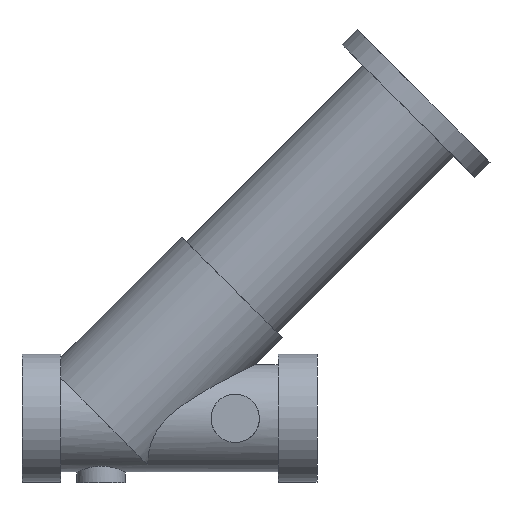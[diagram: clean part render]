
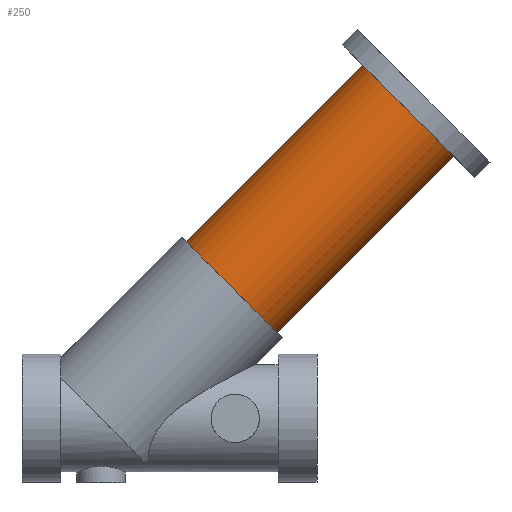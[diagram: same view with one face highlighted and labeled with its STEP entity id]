
A CAD part, front view. The second image highlights one B-rep face of the part: STEP entity #250.
In plain terms, the highlighted cylindrical face has radius 24 mm (diameter 48 mm), a full revolution.
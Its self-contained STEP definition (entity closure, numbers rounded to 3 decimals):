
#48=CIRCLE('',#296,24.);
#49=CIRCLE('',#298,24.);
#89=ORIENTED_EDGE('',*,*,#124,.F.);
#90=ORIENTED_EDGE('',*,*,#123,.T.);
#123=EDGE_CURVE('',#145,#145,#48,.T.);
#124=EDGE_CURVE('',#146,#146,#49,.T.);
#145=VERTEX_POINT('',#535);
#146=VERTEX_POINT('',#538);
#177=EDGE_LOOP('',(#89));
#178=EDGE_LOOP('',(#90));
#214=FACE_BOUND('',#177,.T.);
#215=FACE_BOUND('',#178,.T.);
#234=CYLINDRICAL_SURFACE('',#297,24.);
#250=ADVANCED_FACE('',(#214,#215),#234,.T.);
#296=AXIS2_PLACEMENT_3D('',#534,#363,#364);
#297=AXIS2_PLACEMENT_3D('',#536,#365,#366);
#298=AXIS2_PLACEMENT_3D('',#537,#367,#368);
#363=DIRECTION('',(0.707,0.,0.707));
#364=DIRECTION('',(0.707,0.,-0.707));
#365=DIRECTION('',(-0.707,0.,-0.707));
#366=DIRECTION('',(-0.707,0.,0.707));
#367=DIRECTION('',(0.707,0.,0.707));
#368=DIRECTION('',(0.707,0.,-0.707));
#534=CARTESIAN_POINT('',(23.29,0.,48.79));
#535=CARTESIAN_POINT('',(40.261,0.,31.82));
#536=CARTESIAN_POINT('',(89.094,0.,114.594));
#537=CARTESIAN_POINT('',(89.094,0.,114.594));
#538=CARTESIAN_POINT('',(106.065,0.,97.624));
